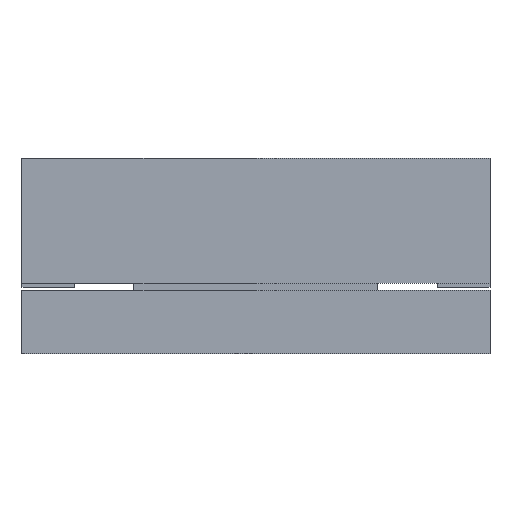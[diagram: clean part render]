
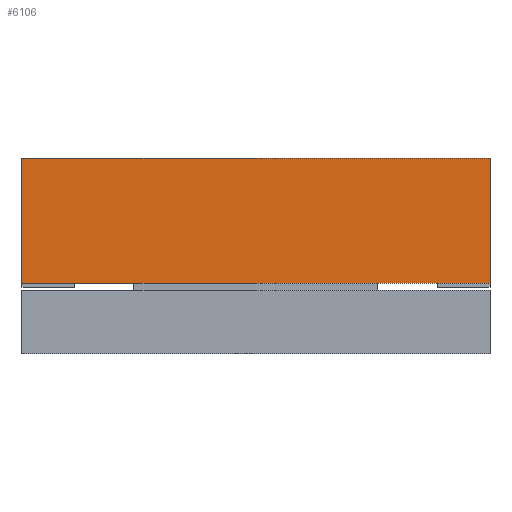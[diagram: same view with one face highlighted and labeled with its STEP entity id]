
A CAD part, front view. The second image highlights one B-rep face of the part: STEP entity #6106.
In plain terms, the highlighted planar face has unit normal (0, -1, 0).
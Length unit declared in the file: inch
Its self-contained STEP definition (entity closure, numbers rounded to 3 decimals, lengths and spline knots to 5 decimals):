
#5964=CARTESIAN_POINT('',(-1.5,-0.125,-0.4005));
#5965=VERTEX_POINT('',#5964);
#5966=CARTESIAN_POINT('',(-1.5,-0.125,0.4005));
#5967=VERTEX_POINT('',#5966);
#5968=CARTESIAN_POINT('',(-1.5,-0.125,-0.4005));
#5969=DIRECTION('',(0.0,0.0,1.0));
#5970=VECTOR('',#5969,0.801);
#5971=LINE('',#5968,#5970);
#5972=EDGE_CURVE('',#5965,#5967,#5971,.T.);
#6004=CARTESIAN_POINT('',(1.5,-0.125,0.4005));
#6005=VERTEX_POINT('',#6004);
#6006=CARTESIAN_POINT('',(-1.5,-0.125,0.4005));
#6007=DIRECTION('',(1.0,0.0,0.0));
#6008=VECTOR('',#6007,3.);
#6009=LINE('',#6006,#6008);
#6010=EDGE_CURVE('',#5967,#6005,#6009,.T.);
#6035=CARTESIAN_POINT('',(1.5,-0.125,-0.4005));
#6036=VERTEX_POINT('',#6035);
#6037=CARTESIAN_POINT('',(1.5,-0.125,0.4005));
#6038=DIRECTION('',(0.0,0.0,-1.0));
#6039=VECTOR('',#6038,0.801);
#6040=LINE('',#6037,#6039);
#6041=EDGE_CURVE('',#6005,#6036,#6040,.T.);
#6066=CARTESIAN_POINT('',(1.5,-0.125,-0.4005));
#6067=DIRECTION('',(-1.0,0.0,0.0));
#6068=VECTOR('',#6067,3.0);
#6069=LINE('',#6066,#6068);
#6070=EDGE_CURVE('',#6036,#5965,#6069,.T.);
#6095=CARTESIAN_POINT('',(0.,-0.125,0.));
#6096=DIRECTION('',(0.0,1.0,0.0));
#6097=DIRECTION('',(0.0,0.0,1.0));
#6098=AXIS2_PLACEMENT_3D('',#6095,#6096,#6097);
#6099=PLANE('',#6098);
#6100=ORIENTED_EDGE('',*,*,#5972,.F.);
#6101=ORIENTED_EDGE('',*,*,#6070,.F.);
#6102=ORIENTED_EDGE('',*,*,#6041,.F.);
#6103=ORIENTED_EDGE('',*,*,#6010,.F.);
#6104=EDGE_LOOP('',(#6100,#6101,#6102,#6103));
#6105=FACE_OUTER_BOUND('',#6104,.T.);
#6106=ADVANCED_FACE('',(#6105),#6099,.F.);
